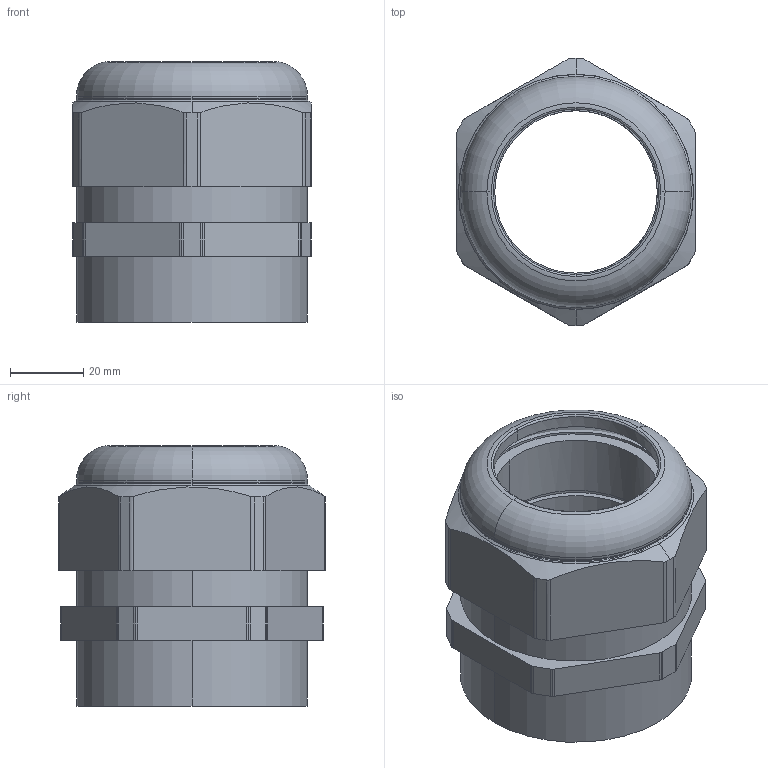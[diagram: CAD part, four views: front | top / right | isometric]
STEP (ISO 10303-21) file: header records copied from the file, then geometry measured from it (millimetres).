
FILE_DESCRIPTION(('CATIA V5 STEP Exchange','CAx-IF Rec.Pracs.--- Model Styling and Organization---1.4--- 2014-01-23'),'2;1');
FILE_NAME ('020985-2_1_1772350000_1772350000.stp','2019-11-07T07:29:49+00:00',('none'),('Weidmueller'),'CATIA Version 5-6 Release 2016 SP3 HF44','CATIA V5 STEP AP214','none');
FILE_SCHEMA(('AUTOMOTIVE_DESIGN { 1 0 10303 214 1 1 1 1 }'));
Length unit declared in the file: millimetre
Products named in the file (1): VG_M63
Bounding box: 65 x 72.82 x 71 mm (x, y, z)
Volume: 100919.7 mm3; surface area: 48812.3 mm2
Topology: 3 solids, 3 shells, 112 faces, 292 edges, 190 vertices
Faces by surface type: cylinder 58, plane 34, torus 10, cone 10
Entity records: 3719 total; most frequent: CARTESIAN_POINT 1110, ORIENTED_EDGE 584, DIRECTION 427, EDGE_CURVE 292, AXIS2_PLACEMENT_3D 190, VERTEX_POINT 190, VECTOR 130, LINE 130
